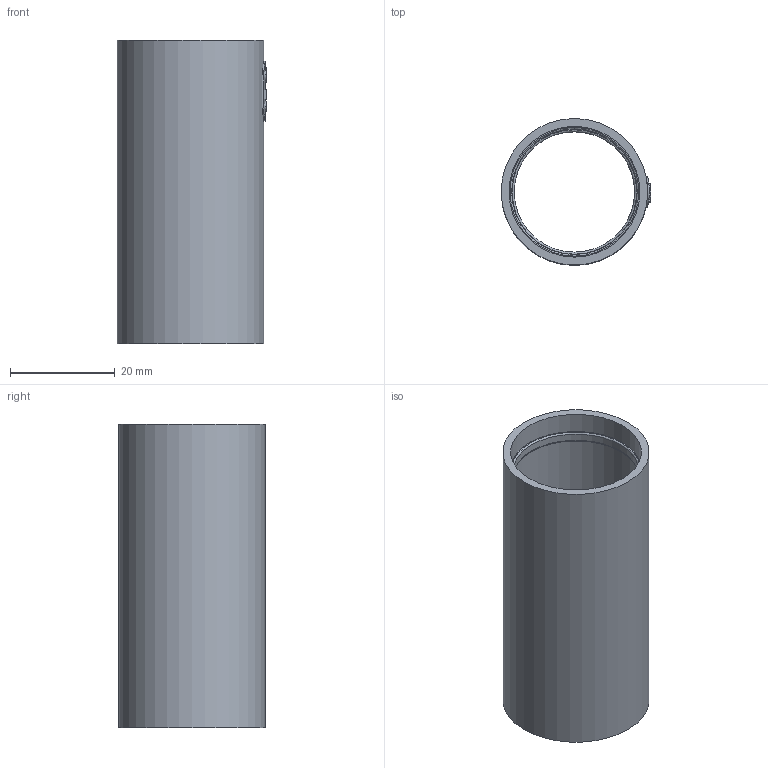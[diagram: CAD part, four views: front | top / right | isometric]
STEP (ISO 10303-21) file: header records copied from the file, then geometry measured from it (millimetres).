
FILE_DESCRIPTION (( 'STEP AP203' ), '1' );
FILE_NAME ('CTA10D-GFLEX25-K08-050 Ìóôòà äëÿ ãîôðèðîâàííûõ òðóá, ïðîçðà÷íàÿ GFLEX25 ÈÝÊ.STEP', '2016-06-09T11:49:55', ( '' ), ( '' ), 'SwSTEP 2.0', 'SolidWorks 2014', '' );
FILE_SCHEMA (( 'CONFIG_CONTROL_DESIGN' ));
Length unit declared in the file: millimetre
Products named in the file (1): CTA10D-GFLEX25-K08-050 Ìóôòà äëÿ ãîôðèðîâàííûõ òðóá, ïðîçðà÷íàÿ GFLEX25 ÈÝÊ
Bounding box: 28.6 x 28 x 58 mm (x, y, z)
Volume: 7561.3 mm3; surface area: 10308.6 mm2
Topology: 5 solids, 5 shells, 81 faces, 189 edges, 124 vertices
Faces by surface type: plane 29, bspline 28, cylinder 18, torus 6
Full cylindrical faces by diameter (mm): 23 x1, 24 x2, 25 x4, 28 x1
Entity records: 3676 total; most frequent: CARTESIAN_POINT 2047, ORIENTED_EDGE 350, DIRECTION 223, EDGE_CURVE 175, VERTEX_POINT 124, EDGE_LOOP 107, FACE_OUTER_BOUND 95, ADVANCED_FACE 81
